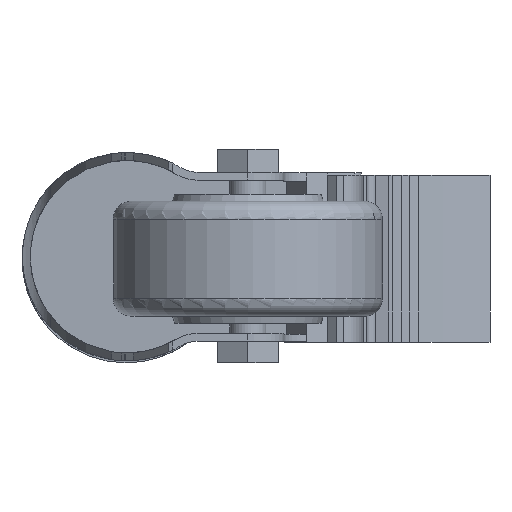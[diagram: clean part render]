
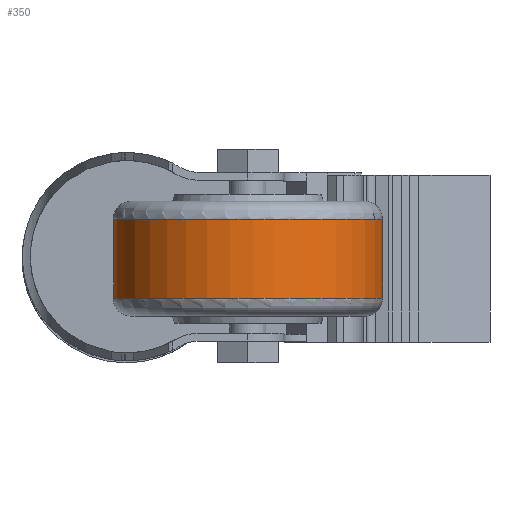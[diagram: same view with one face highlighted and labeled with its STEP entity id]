
A CAD part, front view. The second image highlights one B-rep face of the part: STEP entity #350.
In plain terms, the highlighted cylindrical face has radius 37.5 mm (diameter 75 mm), a partial arc.
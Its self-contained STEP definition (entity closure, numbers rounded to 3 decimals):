
#350 = ADVANCED_FACE( '', ( #808 ), #809, .T. );
#808 = FACE_OUTER_BOUND( '', #1372, .T. );
#809 = CYLINDRICAL_SURFACE( '', #1373, 37.5 );
#1372 = EDGE_LOOP( '', ( #2316, #2317, #2318, #2319 ) );
#1373 = AXIS2_PLACEMENT_3D( '', #2320, #2321, #2322 );
#2316 = ORIENTED_EDGE( '', *, *, #3040, .F. );
#2317 = ORIENTED_EDGE( '', *, *, #3285, .F. );
#2318 = ORIENTED_EDGE( '', *, *, #3260, .F. );
#2319 = ORIENTED_EDGE( '', *, *, #3209, .T. );
#2320 = CARTESIAN_POINT( '', ( 33.9, -48.5, 17.318 ) );
#2321 = DIRECTION( '', ( 0., 0., -1. ) );
#2322 = DIRECTION( '', ( 1., 0., 0. ) );
#3040 = EDGE_CURVE( '', #3591, #3593, #3594, .F. );
#3209 = EDGE_CURVE( '', #3870, #3593, #3871, .T. );
#3260 = EDGE_CURVE( '', #3870, #3943, #3944, .T. );
#3285 = EDGE_CURVE( '', #3943, #3591, #3979, .T. );
#3591 = VERTEX_POINT( '', #4360 );
#3593 = VERTEX_POINT( '', #4377 );
#3594 = LINE( '', #4378, #4379 );
#3870 = VERTEX_POINT( '', #4768 );
#3871 = CIRCLE( '', #4769, 37.5 );
#3943 = VERTEX_POINT( '', #4875 );
#3944 = LINE( '', #4876, #4877 );
#3979 = CIRCLE( '', #4934, 37.5 );
#4360 = CARTESIAN_POINT( '', ( 54.019, -16.854, 11.001 ) );
#4377 = CARTESIAN_POINT( '', ( 54.019, -16.854, -10.999 ) );
#4378 = CARTESIAN_POINT( '', ( 54.019, -16.854, 17.318 ) );
#4379 = VECTOR( '', #5443, 1000. );
#4768 = CARTESIAN_POINT( '', ( 48.738, -14.06, -10.999 ) );
#4769 = AXIS2_PLACEMENT_3D( '', #5638, #5639, #5640 );
#4875 = CARTESIAN_POINT( '', ( 48.738, -14.06, 11.001 ) );
#4876 = CARTESIAN_POINT( '', ( 48.738, -14.06, 17.318 ) );
#4877 = VECTOR( '', #5702, 1000. );
#4934 = AXIS2_PLACEMENT_3D( '', #5737, #5738, #5739 );
#5443 = DIRECTION( '', ( 0., 0., 1. ) );
#5638 = CARTESIAN_POINT( '', ( 33.9, -48.5, -10.999 ) );
#5639 = DIRECTION( '', ( 0., 0., 1. ) );
#5640 = DIRECTION( '', ( 1., 0., 0. ) );
#5702 = DIRECTION( '', ( 0., 0., 1. ) );
#5737 = CARTESIAN_POINT( '', ( 33.9, -48.5, 11.001 ) );
#5738 = DIRECTION( '', ( 0., 0., 1. ) );
#5739 = DIRECTION( '', ( 1., 0., 0. ) );
